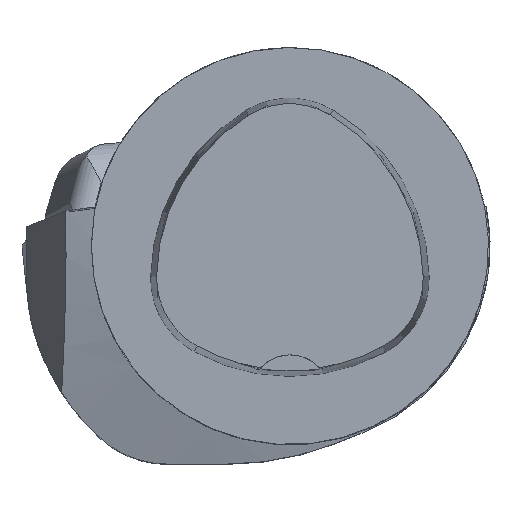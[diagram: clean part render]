
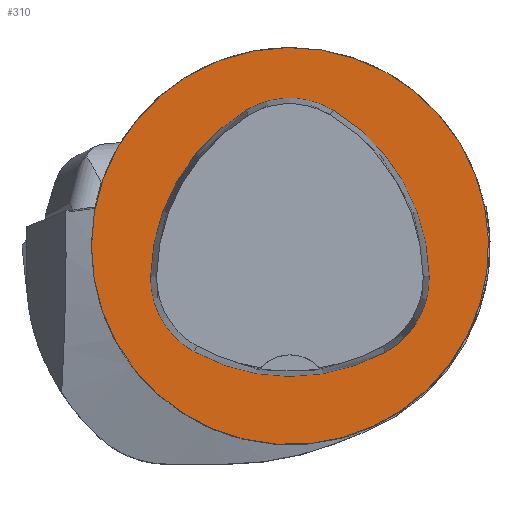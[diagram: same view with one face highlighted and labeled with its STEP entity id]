
A CAD part, top view. The second image highlights one B-rep face of the part: STEP entity #310.
In plain terms, the highlighted planar face has unit normal (0, 0, 1).
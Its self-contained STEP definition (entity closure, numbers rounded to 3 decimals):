
#310=ADVANCED_FACE('',(#453,#454),#393,.T.);
#393=PLANE('',#2136);
#453=FACE_BOUND('',#506,.T.);
#454=FACE_BOUND('',#507,.T.);
#506=EDGE_LOOP('',(#853,#854,#855,#856,#857,#858));
#507=EDGE_LOOP('',(#859));
#595=CIRCLE('',#2104,20.);
#596=CIRCLE('',#2114,20.);
#598=CIRCLE('',#2117,8.5);
#600=CIRCLE('',#2120,20.);
#602=CIRCLE('',#2123,8.5);
#606=CIRCLE('',#2128,20.);
#608=CIRCLE('',#2131,8.5);
#853=ORIENTED_EDGE('',*,*,#1503,.T.);
#854=ORIENTED_EDGE('',*,*,#1483,.T.);
#855=ORIENTED_EDGE('',*,*,#1487,.T.);
#856=ORIENTED_EDGE('',*,*,#1490,.T.);
#857=ORIENTED_EDGE('',*,*,#1493,.T.);
#858=ORIENTED_EDGE('',*,*,#1501,.T.);
#859=ORIENTED_EDGE('',*,*,#1466,.F.);
#1255=VERTEX_POINT('',#3164);
#1272=VERTEX_POINT('',#3199);
#1273=VERTEX_POINT('',#3200);
#1276=VERTEX_POINT('',#3208);
#1278=VERTEX_POINT('',#3214);
#1280=VERTEX_POINT('',#3220);
#1287=VERTEX_POINT('',#3241);
#1466=EDGE_CURVE('',#1255,#1255,#595,.T.);
#1483=EDGE_CURVE('',#1272,#1273,#596,.T.);
#1487=EDGE_CURVE('',#1273,#1276,#598,.T.);
#1490=EDGE_CURVE('',#1276,#1278,#600,.T.);
#1493=EDGE_CURVE('',#1278,#1280,#602,.T.);
#1501=EDGE_CURVE('',#1280,#1287,#606,.T.);
#1503=EDGE_CURVE('',#1287,#1272,#608,.T.);
#2104=AXIS2_PLACEMENT_3D('',#3163,#2451,#2452);
#2114=AXIS2_PLACEMENT_3D('',#3198,#2479,#2480);
#2117=AXIS2_PLACEMENT_3D('',#3207,#2487,#2488);
#2120=AXIS2_PLACEMENT_3D('',#3213,#2494,#2495);
#2123=AXIS2_PLACEMENT_3D('',#3219,#2501,#2502);
#2128=AXIS2_PLACEMENT_3D('',#3242,#2513,#2514);
#2131=AXIS2_PLACEMENT_3D('',#3245,#2519,#2520);
#2136=AXIS2_PLACEMENT_3D('',#3250,#2529,#2530);
#2451=DIRECTION('',(0.,0.,-1.));
#2452=DIRECTION('',(-1.,0.,0.));
#2479=DIRECTION('',(0.,0.,-1.));
#2480=DIRECTION('',(-1.,0.,0.));
#2487=DIRECTION('',(0.,0.,-1.));
#2488=DIRECTION('',(-1.,0.,0.));
#2494=DIRECTION('',(0.,0.,-1.));
#2495=DIRECTION('',(-1.,0.,0.));
#2501=DIRECTION('',(0.,0.,-1.));
#2502=DIRECTION('',(-1.,0.,0.));
#2513=DIRECTION('',(0.,0.,-1.));
#2514=DIRECTION('',(-1.,0.,0.));
#2519=DIRECTION('',(0.,0.,-1.));
#2520=DIRECTION('',(-1.,0.,0.));
#2529=DIRECTION('',(0.,0.,1.));
#2530=DIRECTION('',(1.,0.,0.));
#3163=CARTESIAN_POINT('',(0.,0.,0.));
#3164=CARTESIAN_POINT('',(-20.,0.,0.));
#3198=CARTESIAN_POINT('',(5.955,-3.414,0.));
#3199=CARTESIAN_POINT('',(-14.041,-3.042,0.));
#3200=CARTESIAN_POINT('',(-4.472,13.653,0.));
#3207=CARTESIAN_POINT('',(-0.04,6.4,0.));
#3208=CARTESIAN_POINT('',(4.347,13.68,0.));
#3213=CARTESIAN_POINT('',(-5.976,-3.45,0.));
#3214=CARTESIAN_POINT('',(14.021,-3.075,0.));
#3219=CARTESIAN_POINT('',(5.522,-3.235,0.));
#3220=CARTESIAN_POINT('',(9.588,-10.699,0.));
#3241=CARTESIAN_POINT('',(-9.655,-10.639,0.));
#3242=CARTESIAN_POINT('',(0.022,6.864,0.));
#3245=CARTESIAN_POINT('',(-5.543,-3.2,0.));
#3250=CARTESIAN_POINT('',(0.,0.,0.));
